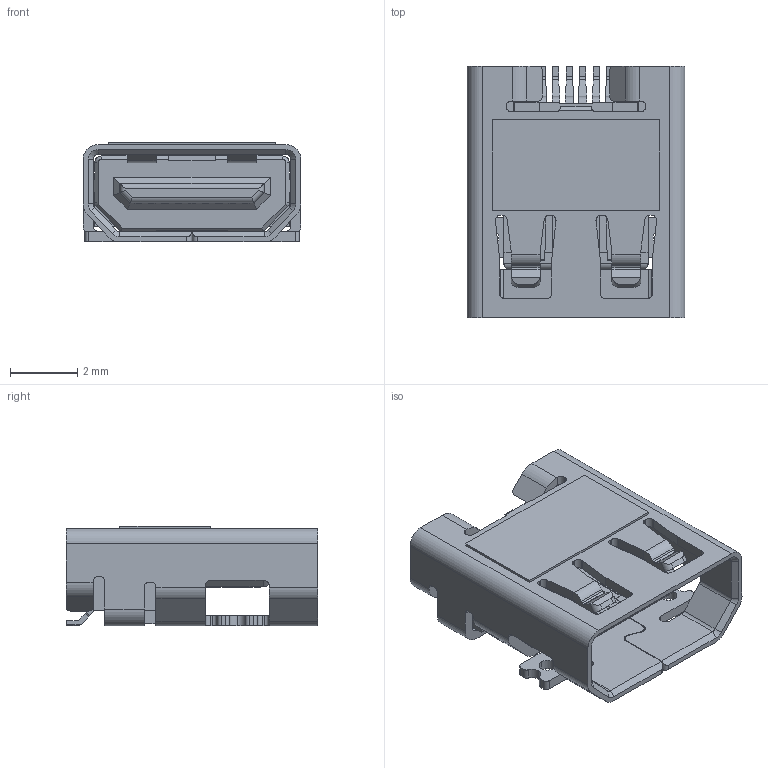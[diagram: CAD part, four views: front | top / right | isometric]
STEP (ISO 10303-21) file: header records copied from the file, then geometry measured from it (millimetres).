
FILE_DESCRIPTION(('FreeCAD Model'),'2;1');
FILE_NAME('SOLID.step','2018-05-05T12:18:02',( 'kicad StepUp'),('ksu MCAD'),'Open CASCADE STEP processor 6.8', 'FreeCAD','Unknown');
FILE_SCHEMA(('AUTOMOTIVE_DESIGN_CC2 { 1 2 10303 214 -1 1 5 4 }'));
Length unit declared in the file: millimetre
Products named in the file (1): SOLID
Bounding box: 6.5 x 7.5 x 2.97 mm (x, y, z)
Volume: 62.6 mm3; surface area: 365.7 mm2
Topology: 1 solids, 1 shells, 1093 faces, 3175 edges, 2100 vertices
Faces by surface type: plane 769, cylinder 308, cone 16
Entity records: 36036 total; most frequent: CARTESIAN_POINT 6669, ORIENTED_EDGE 6350, DIRECTION 5915, EDGE_CURVE 3175, LINE 2475, VECTOR 2475, VERTEX_POINT 2100, AXIS2_PLACEMENT_3D 1720
